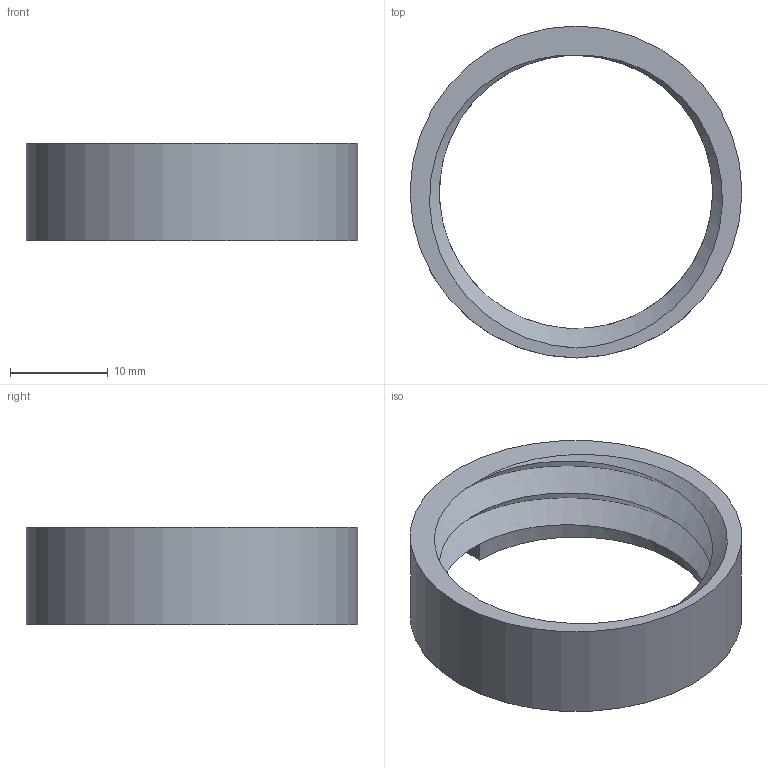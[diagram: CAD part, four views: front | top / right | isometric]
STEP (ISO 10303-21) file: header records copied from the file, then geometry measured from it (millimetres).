
FILE_DESCRIPTION(/* description */ (''),/* implementation_level */ '2;1');
FILE_NAME(/* name */ 'bague.stp',/* time_stamp */ '2018-09-27T19:22:53-04:00',/* author */ ('yvonq'),/* organization */ (''),/* preprocessor_version */ 'ST-DEVELOPER v17',/* originating_system */ 'Autodesk Inventor 2018',/* authorisation */ '');
FILE_SCHEMA (('AUTOMOTIVE_DESIGN { 1 0 10303 214 3 1 1 }'));
Length unit declared in the file: millimetre
Products named in the file (1): bague
Bounding box: 34 x 34 x 10 mm (x, y, z)
Volume: 2031 mm3; surface area: 2828.4 mm2
Topology: 1 solids, 1 shells, 7 faces, 13 edges, 8 vertices
Faces by surface type: plane 3, bspline 2, cylinder 2
Full cylindrical faces by diameter (mm): 34 x1
Entity records: 1219 total; most frequent: CARTESIAN_POINT 1049, ORIENTED_EDGE 26, DIRECTION 22, EDGE_CURVE 13, EDGE_LOOP 9, AXIS2_PLACEMENT_3D 9, VERTEX_POINT 8, FACE_OUTER_BOUND 7
